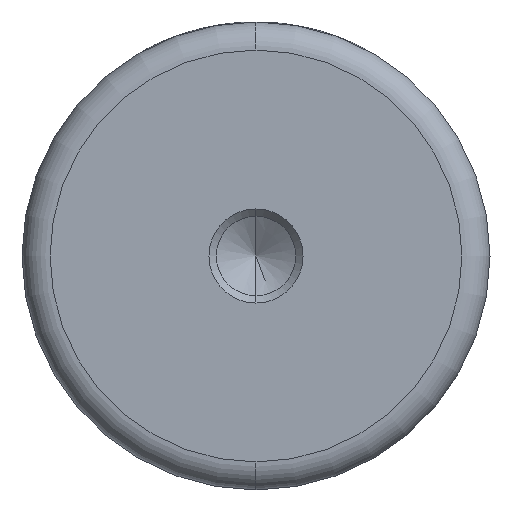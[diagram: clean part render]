
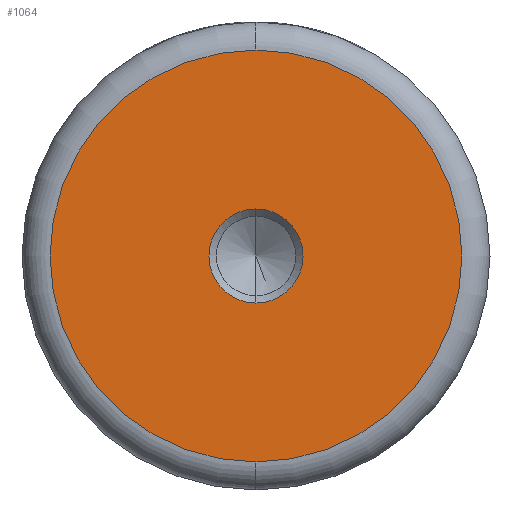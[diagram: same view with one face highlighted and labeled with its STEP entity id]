
A CAD part, left-side view. The second image highlights one B-rep face of the part: STEP entity #1064.
In plain terms, the highlighted planar face has unit normal (-1, 0, 0).
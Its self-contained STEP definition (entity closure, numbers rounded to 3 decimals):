
#3 = DIRECTION ( 'NONE',  ( 0., 0., 1. ) ) ;
#45 = EDGE_CURVE ( 'NONE', #1376, #1364, #67, .T. ) ;
#47 = DIRECTION ( 'NONE',  ( -1., 0., 0. ) ) ;
#54 = CARTESIAN_POINT ( 'NONE',  ( 0., 0., 0. ) ) ;
#67 = CIRCLE ( 'NONE', #496, 22. ) ;
#79 = DIRECTION ( 'NONE',  ( -1., 0., 0. ) ) ;
#184 = DIRECTION ( 'NONE',  ( 0., 0., 1. ) ) ;
#219 = ORIENTED_EDGE ( 'NONE', *, *, #1316, .F. ) ;
#297 = CARTESIAN_POINT ( 'NONE',  ( 0., 0., -5.025 ) ) ;
#410 = ORIENTED_EDGE ( 'NONE', *, *, #1157, .F. ) ;
#430 = DIRECTION ( 'NONE',  ( -1., 0., 0. ) ) ;
#433 = ORIENTED_EDGE ( 'NONE', *, *, #45, .T. ) ;
#469 = FACE_BOUND ( 'NONE', #559, .T. ) ;
#496 = AXIS2_PLACEMENT_3D ( 'NONE', #1047, #1055, #3 ) ;
#559 = EDGE_LOOP ( 'NONE', ( #410, #219 ) ) ;
#575 = AXIS2_PLACEMENT_3D ( 'NONE', #54, #871, #184 ) ;
#626 = CIRCLE ( 'NONE', #575, 22. ) ;
#649 = CARTESIAN_POINT ( 'NONE',  ( 0., 0., 22. ) ) ;
#667 = CARTESIAN_POINT ( 'NONE',  ( 0., 0., -22. ) ) ;
#712 = FACE_OUTER_BOUND ( 'NONE', #991, .T. ) ;
#720 = ORIENTED_EDGE ( 'NONE', *, *, #1455, .T. ) ;
#751 = CARTESIAN_POINT ( 'NONE',  ( 0., 0., 0. ) ) ;
#756 = PLANE ( 'NONE',  #1213 ) ;
#764 = DIRECTION ( 'NONE',  ( 0., 0., 1. ) ) ;
#783 = CARTESIAN_POINT ( 'NONE',  ( 0., 0., 0. ) ) ;
#784 = VERTEX_POINT ( 'NONE', #297 ) ;
#863 = DIRECTION ( 'NONE',  ( 0., 0., 1. ) ) ;
#871 = DIRECTION ( 'NONE',  ( -1., 0., 0. ) ) ;
#897 = DIRECTION ( 'NONE',  ( 0., 0., 1. ) ) ;
#912 = VERTEX_POINT ( 'NONE', #1461 ) ;
#938 = CIRCLE ( 'NONE', #1443, 5.025 ) ;
#991 = EDGE_LOOP ( 'NONE', ( #720, #433 ) ) ;
#1047 = CARTESIAN_POINT ( 'NONE',  ( 0., 0., 0. ) ) ;
#1055 = DIRECTION ( 'NONE',  ( -1., 0., 0. ) ) ;
#1064 = ADVANCED_FACE ( 'NONE', ( #469, #712 ), #756, .T. ) ;
#1157 = EDGE_CURVE ( 'NONE', #912, #784, #938, .T. ) ;
#1213 = AXIS2_PLACEMENT_3D ( 'NONE', #1326, #430, #764 ) ;
#1316 = EDGE_CURVE ( 'NONE', #784, #912, #1340, .T. ) ;
#1326 = CARTESIAN_POINT ( 'NONE',  ( 0., 0., 0. ) ) ;
#1340 = CIRCLE ( 'NONE', #1501, 5.025 ) ;
#1364 = VERTEX_POINT ( 'NONE', #649 ) ;
#1376 = VERTEX_POINT ( 'NONE', #667 ) ;
#1443 = AXIS2_PLACEMENT_3D ( 'NONE', #783, #79, #897 ) ;
#1455 = EDGE_CURVE ( 'NONE', #1364, #1376, #626, .T. ) ;
#1461 = CARTESIAN_POINT ( 'NONE',  ( 0., 0., 5.025 ) ) ;
#1501 = AXIS2_PLACEMENT_3D ( 'NONE', #751, #47, #863 ) ;
